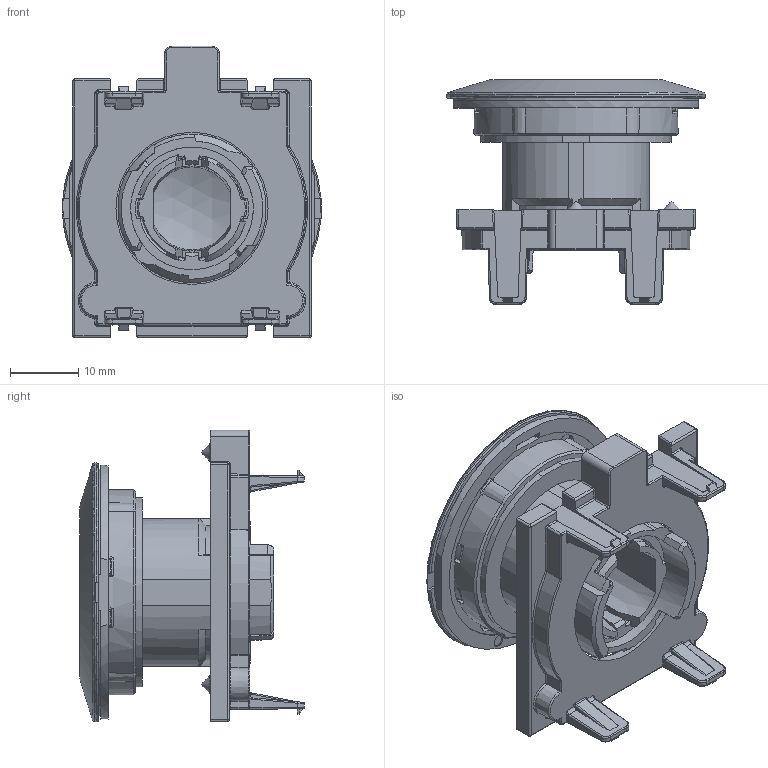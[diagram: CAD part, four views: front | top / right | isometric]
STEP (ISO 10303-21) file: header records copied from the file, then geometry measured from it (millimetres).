
FILE_DESCRIPTION(/* description */ (''),/* implementation_level */ '2;1');
FILE_NAME(/* name */ 'FILE_STP_CAD_DRAWING_LPFL_CATALOG_prt.stp',/* time_stamp */ '2020-10-16T13:41:07+02:00',/* author */ (''),/* organization */ (''),/* preprocessor_version */ 'ST-DEVELOPER v16.7',/* originating_system */ 'SIEMENS PLM Software NX 12.0',/* authorisation */ '');
FILE_SCHEMA (('AUTOMOTIVE_DESIGN { 1 0 10303 214 3 1 1 1 }'));
Length unit declared in the file: millimetre
Products named in the file (1): LPFL_CATALOG
Bounding box: 37.97 x 32.95 x 42.8 mm (x, y, z)
Surface area: 11395.5 mm2 (no closed solid volume)
Topology: 0 solids, 10 shells, 657 faces, 2131 edges, 1441 vertices
Faces by surface type: plane 266, cylinder 194, bspline 69, cone 55, torus 43, sphere 16, extrusion 14
Full cylindrical faces by diameter (mm): 1.8 x1, 2.6 x2, 2.8 x8, 5.3 x3, 14.6 x1, 18 x1, 22.8 x1
Entity records: 26478 total; most frequent: CARTESIAN_POINT 8712, DIRECTION 3574, ORIENTED_EDGE 3571, EDGE_CURVE 2068, VERTEX_POINT 1430, AXIS2_PLACEMENT_3D 1357, VECTOR 860, LINE 846
